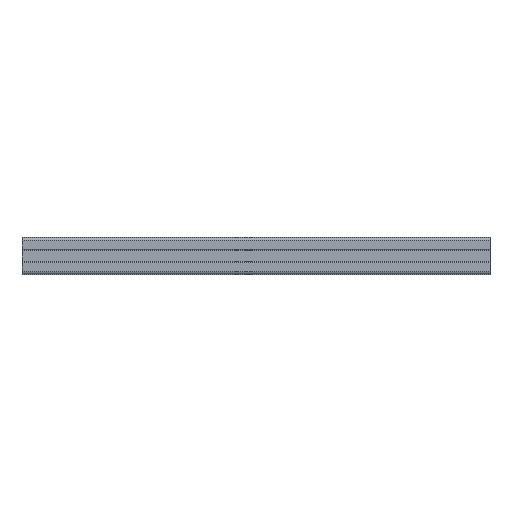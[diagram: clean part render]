
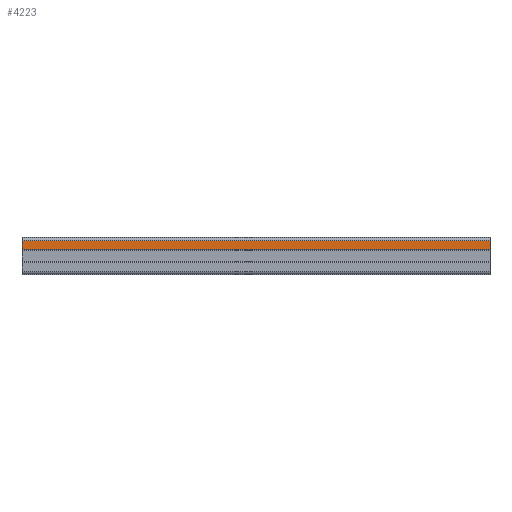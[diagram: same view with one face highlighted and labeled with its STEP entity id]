
A CAD part, top view. The second image highlights one B-rep face of the part: STEP entity #4223.
In plain terms, the highlighted planar face has unit normal (0, 0, 1).
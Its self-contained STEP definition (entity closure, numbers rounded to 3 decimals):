
#27 = ORIENTED_EDGE ( 'NONE', *, *, #3642, .T. ) ;
#28 = CARTESIAN_POINT ( 'NONE',  ( 380., 5.4, 15. ) ) ;
#91 = LINE ( 'NONE', #163, #6828 ) ;
#163 = CARTESIAN_POINT ( 'NONE',  ( 380., 5.4, 15. ) ) ;
#260 = LINE ( 'NONE', #4660, #6490 ) ;
#530 = DIRECTION ( 'NONE',  ( -1., 0., 0. ) ) ;
#540 = VERTEX_POINT ( 'NONE', #28 ) ;
#711 = ORIENTED_EDGE ( 'NONE', *, *, #4779, .F. ) ;
#725 = DIRECTION ( 'NONE',  ( 0., -1., 0. ) ) ;
#899 = VERTEX_POINT ( 'NONE', #1679 ) ;
#1463 = VECTOR ( 'NONE', #2754, 1000. ) ;
#1679 = CARTESIAN_POINT ( 'NONE',  ( 380., 12.5, 15. ) ) ;
#1957 = CARTESIAN_POINT ( 'NONE',  ( 0., 12.5, 15. ) ) ;
#2384 = CARTESIAN_POINT ( 'NONE',  ( 0., 5.4, 15. ) ) ;
#2400 = VERTEX_POINT ( 'NONE', #2384 ) ;
#2549 = VECTOR ( 'NONE', #725, 1000. ) ;
#2754 = DIRECTION ( 'NONE',  ( -1., 0., 0. ) ) ;
#2778 = ORIENTED_EDGE ( 'NONE', *, *, #5365, .T. ) ;
#3274 = PLANE ( 'NONE',  #4763 ) ;
#3642 = EDGE_CURVE ( 'NONE', #899, #3719, #6752, .T. ) ;
#3719 = VERTEX_POINT ( 'NONE', #1957 ) ;
#3943 = DIRECTION ( 'NONE',  ( -1., 0., 0. ) ) ;
#4223 = ADVANCED_FACE ( 'NONE', ( #4377 ), #3274, .F. ) ;
#4377 = FACE_OUTER_BOUND ( 'NONE', #6111, .T. ) ;
#4660 = CARTESIAN_POINT ( 'NONE',  ( 0., 12.5, 15. ) ) ;
#4763 = AXIS2_PLACEMENT_3D ( 'NONE', #5473, #6615, #530 ) ;
#4779 = EDGE_CURVE ( 'NONE', #540, #2400, #91, .T. ) ;
#5365 = EDGE_CURVE ( 'NONE', #3719, #2400, #260, .T. ) ;
#5390 = LINE ( 'NONE', #5742, #2549 ) ;
#5473 = CARTESIAN_POINT ( 'NONE',  ( 380., 12.5, 15. ) ) ;
#5742 = CARTESIAN_POINT ( 'NONE',  ( 380., 12.5, 15. ) ) ;
#6016 = ORIENTED_EDGE ( 'NONE', *, *, #6855, .F. ) ;
#6111 = EDGE_LOOP ( 'NONE', ( #2778, #711, #6016, #27 ) ) ;
#6218 = CARTESIAN_POINT ( 'NONE',  ( 380., 12.5, 15. ) ) ;
#6245 = DIRECTION ( 'NONE',  ( 0., -1., 0. ) ) ;
#6490 = VECTOR ( 'NONE', #6245, 1000. ) ;
#6615 = DIRECTION ( 'NONE',  ( 0., 0., -1. ) ) ;
#6752 = LINE ( 'NONE', #6218, #1463 ) ;
#6828 = VECTOR ( 'NONE', #3943, 1000. ) ;
#6855 = EDGE_CURVE ( 'NONE', #899, #540, #5390, .T. ) ;
